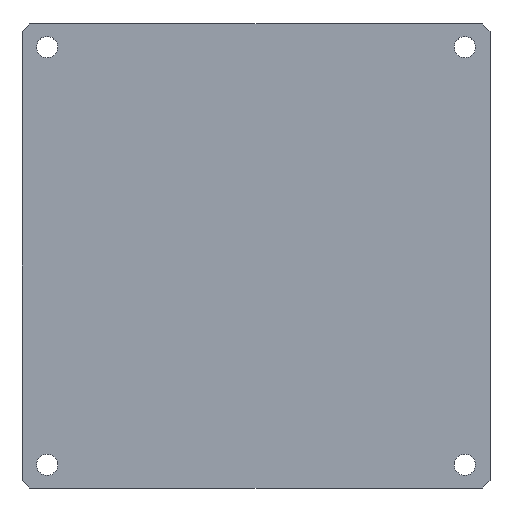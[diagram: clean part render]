
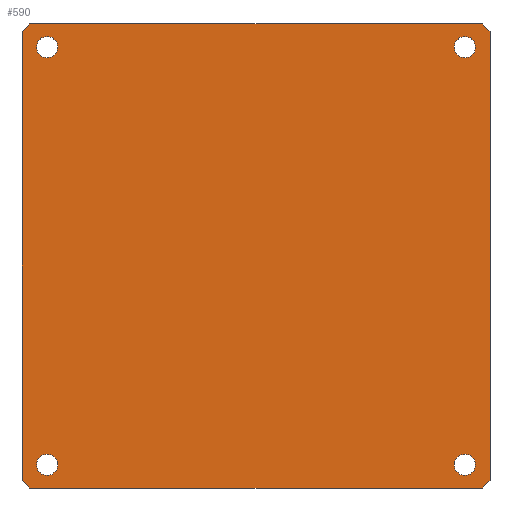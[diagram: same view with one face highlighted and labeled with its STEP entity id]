
A CAD part, top view. The second image highlights one B-rep face of the part: STEP entity #590.
In plain terms, the highlighted planar face has unit normal (0, 0, 1).
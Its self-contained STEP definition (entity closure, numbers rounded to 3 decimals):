
#62=CARTESIAN_POINT('Vertex',(-58.5,60.,4.)) ;
#76=CARTESIAN_POINT('Vertex',(-60.5,58.,4.)) ;
#79=CARTESIAN_POINT('Line Origine',(-59.5,59.,4.)) ;
#107=CARTESIAN_POINT('Vertex',(-60.5,-58.,4.)) ;
#110=CARTESIAN_POINT('Line Origine',(-60.5,0.,4.)) ;
#138=CARTESIAN_POINT('Vertex',(-58.5,-60.,4.)) ;
#141=CARTESIAN_POINT('Line Origine',(-59.5,-59.,4.)) ;
#169=CARTESIAN_POINT('Vertex',(58.5,-60.,4.)) ;
#172=CARTESIAN_POINT('Line Origine',(0.,-60.,4.)) ;
#200=CARTESIAN_POINT('Vertex',(60.5,-58.,4.)) ;
#203=CARTESIAN_POINT('Line Origine',(59.5,-59.,4.)) ;
#231=CARTESIAN_POINT('Vertex',(60.5,58.,4.)) ;
#234=CARTESIAN_POINT('Line Origine',(60.5,0.,4.)) ;
#262=CARTESIAN_POINT('Vertex',(58.5,60.,4.)) ;
#265=CARTESIAN_POINT('Line Origine',(59.5,59.,4.)) ;
#287=CARTESIAN_POINT('Line Origine',(0.,60.,4.)) ;
#304=CARTESIAN_POINT('Axis2P3D Location',(-54.,54.,4.)) ;
#308=CARTESIAN_POINT('Vertex',(-54.,51.25,4.)) ;
#310=CARTESIAN_POINT('Vertex',(-54.,56.75,4.)) ;
#339=CARTESIAN_POINT('Axis2P3D Location',(-54.,54.,4.)) ;
#361=CARTESIAN_POINT('Axis2P3D Location',(-54.,-54.,4.)) ;
#365=CARTESIAN_POINT('Vertex',(-54.,-56.75,4.)) ;
#367=CARTESIAN_POINT('Vertex',(-54.,-51.25,4.)) ;
#396=CARTESIAN_POINT('Axis2P3D Location',(-54.,-54.,4.)) ;
#418=CARTESIAN_POINT('Axis2P3D Location',(54.,-54.,4.)) ;
#422=CARTESIAN_POINT('Vertex',(54.,-56.75,4.)) ;
#424=CARTESIAN_POINT('Vertex',(54.,-51.25,4.)) ;
#453=CARTESIAN_POINT('Axis2P3D Location',(54.,-54.,4.)) ;
#475=CARTESIAN_POINT('Axis2P3D Location',(54.,54.,4.)) ;
#479=CARTESIAN_POINT('Vertex',(54.,51.25,4.)) ;
#481=CARTESIAN_POINT('Vertex',(54.,56.75,4.)) ;
#510=CARTESIAN_POINT('Axis2P3D Location',(54.,54.,4.)) ;
#559=CARTESIAN_POINT('Axis2P3D Location',(0.,0.,4.)) ;
#80=DIRECTION('Vector Direction',(-0.707,-0.707,0.)) ;
#111=DIRECTION('Vector Direction',(0.,1.,0.)) ;
#142=DIRECTION('Vector Direction',(-0.707,0.707,0.)) ;
#173=DIRECTION('Vector Direction',(-1.,0.,0.)) ;
#204=DIRECTION('Vector Direction',(-0.707,-0.707,0.)) ;
#235=DIRECTION('Vector Direction',(0.,-1.,0.)) ;
#266=DIRECTION('Vector Direction',(0.707,-0.707,0.)) ;
#288=DIRECTION('Vector Direction',(1.,0.,0.)) ;
#305=DIRECTION('Axis2P3D Direction',(0.,0.,1.)) ;
#340=DIRECTION('Axis2P3D Direction',(0.,0.,1.)) ;
#362=DIRECTION('Axis2P3D Direction',(0.,0.,1.)) ;
#397=DIRECTION('Axis2P3D Direction',(0.,0.,1.)) ;
#419=DIRECTION('Axis2P3D Direction',(0.,0.,1.)) ;
#454=DIRECTION('Axis2P3D Direction',(0.,0.,1.)) ;
#476=DIRECTION('Axis2P3D Direction',(0.,0.,1.)) ;
#511=DIRECTION('Axis2P3D Direction',(0.,0.,1.)) ;
#560=DIRECTION('Axis2P3D Direction',(0.,0.,1.)) ;
#561=DIRECTION('Axis2P3D XDirection',(0.,1.,0.)) ;
#306=AXIS2_PLACEMENT_3D('Circle Axis2P3D',#304,#305,$) ;
#341=AXIS2_PLACEMENT_3D('Circle Axis2P3D',#339,#340,$) ;
#363=AXIS2_PLACEMENT_3D('Circle Axis2P3D',#361,#362,$) ;
#398=AXIS2_PLACEMENT_3D('Circle Axis2P3D',#396,#397,$) ;
#420=AXIS2_PLACEMENT_3D('Circle Axis2P3D',#418,#419,$) ;
#455=AXIS2_PLACEMENT_3D('Circle Axis2P3D',#453,#454,$) ;
#477=AXIS2_PLACEMENT_3D('Circle Axis2P3D',#475,#476,$) ;
#512=AXIS2_PLACEMENT_3D('Circle Axis2P3D',#510,#511,$) ;
#562=AXIS2_PLACEMENT_3D('Plane Axis2P3D',#559,#560,#561) ;
#565=ORIENTED_EDGE('',*,*,#83,.T.) ;
#566=ORIENTED_EDGE('',*,*,#114,.T.) ;
#567=ORIENTED_EDGE('',*,*,#145,.T.) ;
#568=ORIENTED_EDGE('',*,*,#176,.T.) ;
#569=ORIENTED_EDGE('',*,*,#207,.T.) ;
#570=ORIENTED_EDGE('',*,*,#238,.T.) ;
#571=ORIENTED_EDGE('',*,*,#269,.T.) ;
#572=ORIENTED_EDGE('',*,*,#291,.T.) ;
#575=ORIENTED_EDGE('',*,*,#312,.F.) ;
#576=ORIENTED_EDGE('',*,*,#343,.F.) ;
#579=ORIENTED_EDGE('',*,*,#369,.F.) ;
#580=ORIENTED_EDGE('',*,*,#400,.F.) ;
#583=ORIENTED_EDGE('',*,*,#426,.F.) ;
#584=ORIENTED_EDGE('',*,*,#457,.F.) ;
#587=ORIENTED_EDGE('',*,*,#483,.F.) ;
#588=ORIENTED_EDGE('',*,*,#514,.F.) ;
#577=FACE_BOUND('',#574,.T.) ;
#581=FACE_BOUND('',#578,.T.) ;
#585=FACE_BOUND('',#582,.T.) ;
#589=FACE_BOUND('',#586,.T.) ;
#81=VECTOR('Line Direction',#80,1.) ;
#112=VECTOR('Line Direction',#111,1.) ;
#143=VECTOR('Line Direction',#142,1.) ;
#174=VECTOR('Line Direction',#173,1.) ;
#205=VECTOR('Line Direction',#204,1.) ;
#236=VECTOR('Line Direction',#235,1.) ;
#267=VECTOR('Line Direction',#266,1.) ;
#289=VECTOR('Line Direction',#288,1.) ;
#590=ADVANCED_FACE('Corps principal',(#573,#577,#581,#585,#589),#563,.T.) ;
#307=CIRCLE('generated circle',#306,2.75) ;
#342=CIRCLE('generated circle',#341,2.75) ;
#364=CIRCLE('generated circle',#363,2.75) ;
#399=CIRCLE('generated circle',#398,2.75) ;
#421=CIRCLE('generated circle',#420,2.75) ;
#456=CIRCLE('generated circle',#455,2.75) ;
#478=CIRCLE('generated circle',#477,2.75) ;
#513=CIRCLE('generated circle',#512,2.75) ;
#83=EDGE_CURVE('',#63,#77,#82,.T.) ;
#114=EDGE_CURVE('',#77,#108,#113,.F.) ;
#145=EDGE_CURVE('',#108,#139,#144,.F.) ;
#176=EDGE_CURVE('',#139,#170,#175,.F.) ;
#207=EDGE_CURVE('',#170,#201,#206,.F.) ;
#238=EDGE_CURVE('',#201,#232,#237,.F.) ;
#269=EDGE_CURVE('',#232,#263,#268,.F.) ;
#291=EDGE_CURVE('',#263,#63,#290,.F.) ;
#312=EDGE_CURVE('',#309,#311,#307,.T.) ;
#343=EDGE_CURVE('',#311,#309,#342,.T.) ;
#369=EDGE_CURVE('',#366,#368,#364,.T.) ;
#400=EDGE_CURVE('',#368,#366,#399,.T.) ;
#426=EDGE_CURVE('',#423,#425,#421,.T.) ;
#457=EDGE_CURVE('',#425,#423,#456,.T.) ;
#483=EDGE_CURVE('',#480,#482,#478,.T.) ;
#514=EDGE_CURVE('',#482,#480,#513,.T.) ;
#564=EDGE_LOOP('',(#565,#566,#567,#568,#569,#570,#571,#572)) ;
#574=EDGE_LOOP('',(#575,#576)) ;
#578=EDGE_LOOP('',(#579,#580)) ;
#582=EDGE_LOOP('',(#583,#584)) ;
#586=EDGE_LOOP('',(#587,#588)) ;
#573=FACE_OUTER_BOUND('',#564,.T.) ;
#82=LINE('Line',#79,#81) ;
#113=LINE('Line',#110,#112) ;
#144=LINE('Line',#141,#143) ;
#175=LINE('Line',#172,#174) ;
#206=LINE('Line',#203,#205) ;
#237=LINE('Line',#234,#236) ;
#268=LINE('Line',#265,#267) ;
#290=LINE('Line',#287,#289) ;
#563=PLANE('',#562) ;
#63=VERTEX_POINT('',#62) ;
#77=VERTEX_POINT('',#76) ;
#108=VERTEX_POINT('',#107) ;
#139=VERTEX_POINT('',#138) ;
#170=VERTEX_POINT('',#169) ;
#201=VERTEX_POINT('',#200) ;
#232=VERTEX_POINT('',#231) ;
#263=VERTEX_POINT('',#262) ;
#309=VERTEX_POINT('',#308) ;
#311=VERTEX_POINT('',#310) ;
#366=VERTEX_POINT('',#365) ;
#368=VERTEX_POINT('',#367) ;
#423=VERTEX_POINT('',#422) ;
#425=VERTEX_POINT('',#424) ;
#480=VERTEX_POINT('',#479) ;
#482=VERTEX_POINT('',#481) ;
